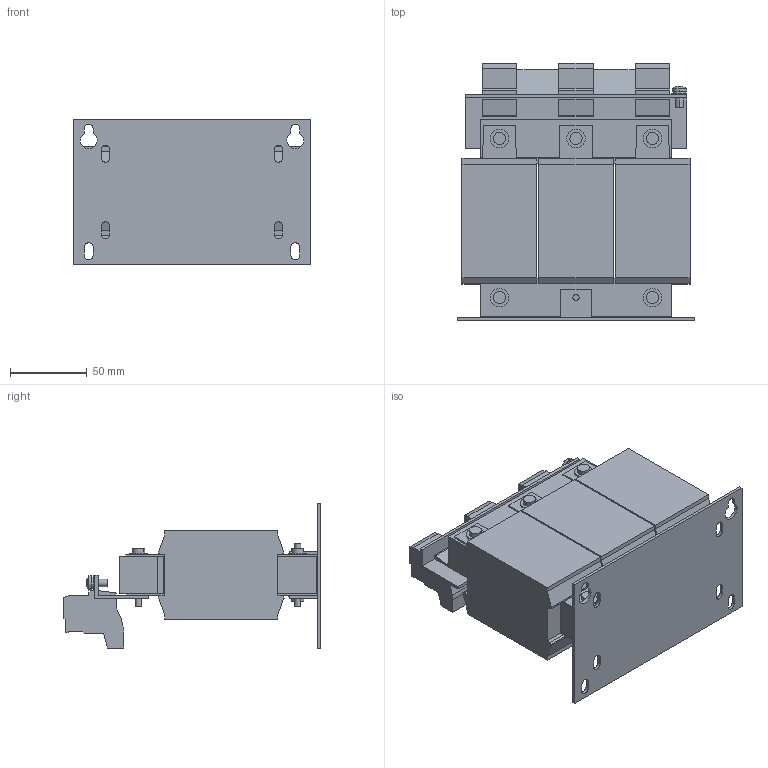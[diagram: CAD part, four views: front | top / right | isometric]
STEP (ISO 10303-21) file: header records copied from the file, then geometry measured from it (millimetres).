
FILE_DESCRIPTION (( 'STEP AP214' ), '1' );
FILE_NAME ('381376.STEP', '2021-09-23T13:46:14', ( '' ), ( '' ), 'SwSTEP 2.0', 'SolidWorks 2018', '' );
FILE_SCHEMA (( 'AUTOMOTIVE_DESIGN' ));
Length unit declared in the file: millimetre
Products named in the file (1): 381376
Bounding box: 155 x 168.02 x 95 mm (x, y, z)
Volume: 941054.6 mm3; surface area: 152371.6 mm2
Topology: 1 solids, 1 shells, 657 faces, 1762 edges, 1159 vertices
Faces by surface type: plane 494, cylinder 96, bspline 57, cone 6, sphere 2, torus 2
Entity records: 23034 total; most frequent: CARTESIAN_POINT 6698, ORIENTED_EDGE 3520, DIRECTION 3068, EDGE_CURVE 1760, LINE 1410, VECTOR 1410, VERTEX_POINT 1159, AXIS2_PLACEMENT_3D 829
